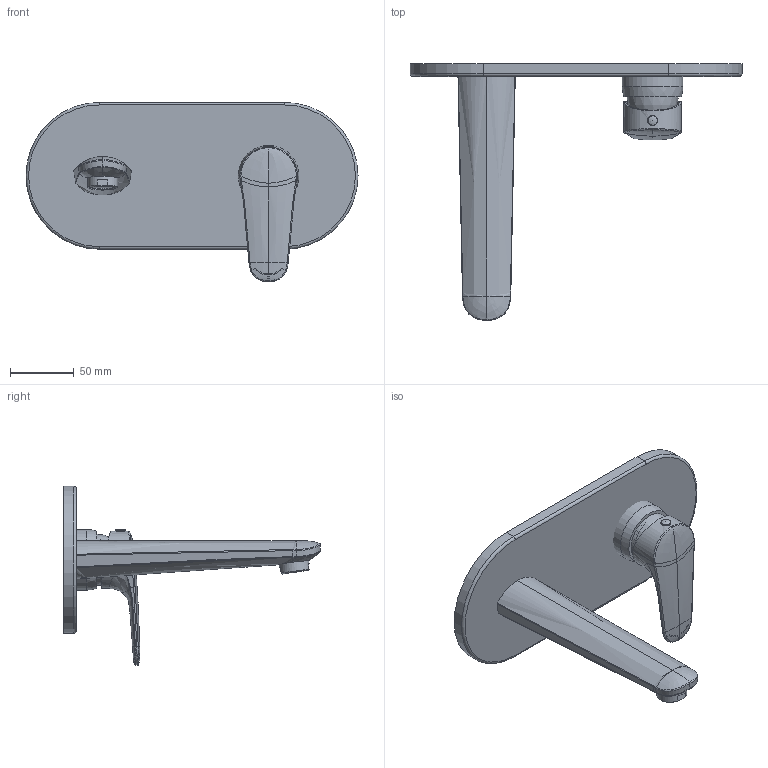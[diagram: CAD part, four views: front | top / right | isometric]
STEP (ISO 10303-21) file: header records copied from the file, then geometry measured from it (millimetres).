
FILE_DESCRIPTION(/* description */ (''),/* implementation_level */ '2;1');
FILE_NAME(/* name */ '3D_TVW105112110_O.step',/* time_stamp */ '2023-01-11T15:06:11+01:00',/* author */ (''),/* organization */ (''),/* preprocessor_version */ 'ST-DEVELOPER v19.2',/* originating_system */ 'Autodesk Translation Framework v11.17.0.187',/* authorisation */ '');
FILE_SCHEMA (('AUTOMOTIVE_DESIGN { 1 0 10303 214 3 1 1 }'));
Length unit declared in the file: millimetre
Products named in the file (13): (Nicht gespeichert); BWHC00496-00_ASM; WHC00496-01_ASM; 81T00495; Komponente56; 8ZG97000; 80N81051; M24021_ASM; 24X1-03; 24X1-02; Komponente55; Komponente59; 80P35WNT2
Assembly tree (12 placements, depth 5):
  (Nicht gespeichert)
    BWHC00496-00_ASM
      WHC00496-01_ASM
        81T00495
          Komponente56
        8ZG97000
      80N81051
      M24021_ASM
        24X1-03
        24X1-02
    Komponente55
    Komponente59
    80P35WNT2
Bounding box: 260 x 201 x 140.39 mm (x, y, z)
Volume: 435874.7 mm3; surface area: 109229.9 mm2
Topology: 7 solids, 8 shells, 243 faces, 579 edges, 359 vertices
Faces by surface type: bspline 116, plane 60, cylinder 42, cone 12, torus 10, sphere 3
Full cylindrical faces by diameter (mm): 4.2 x1, 5.2 x1, 7.85 x1, 16.2 x1, 17.4 x1, 18 x1, 18.9 x1, 19.5 x1, 20 x1, 20.4 x1, 21 x2, 22.3 x1, 23.5 x2, 25 x1, 33 x1, 35.6 x1, 47.5 x1
Entity records: 24148 total; most frequent: CARTESIAN_POINT 18863, ORIENTED_EDGE 1143, DIRECTION 867, EDGE_CURVE 572, AXIS2_PLACEMENT_3D 366, VERTEX_POINT 359, EDGE_LOOP 272, FACE_OUTER_BOUND 243
